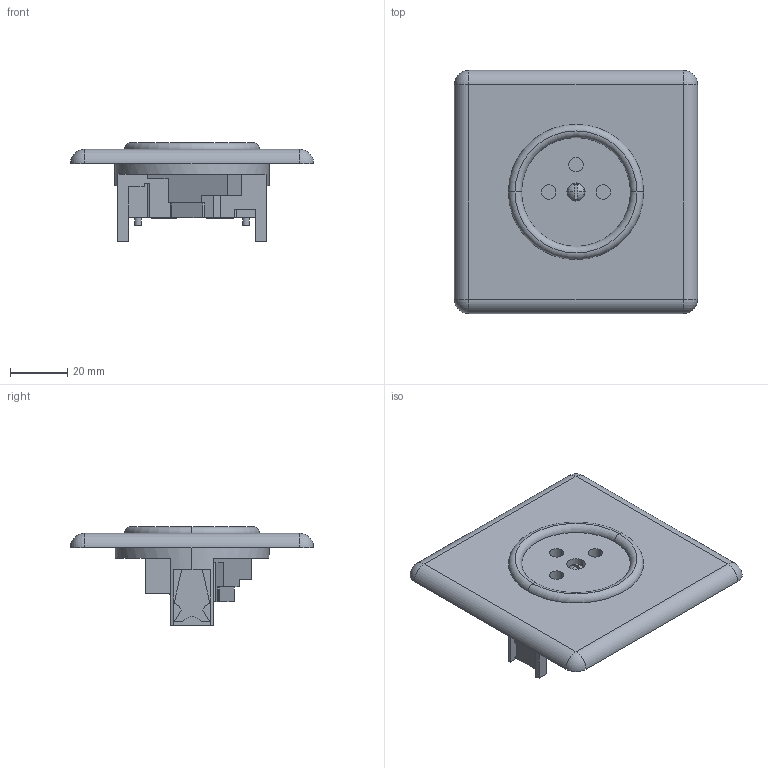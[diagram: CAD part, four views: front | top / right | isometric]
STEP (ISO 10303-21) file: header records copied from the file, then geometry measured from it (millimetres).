
FILE_DESCRIPTION (( 'STEP AP203' ), '1' );
FILE_NAME ('88010580.STEP', '2015-05-22T13:30:08', ( '' ), ( '' ), 'SwSTEP 2.0', 'SolidWorks 2015', '' );
FILE_SCHEMA (( 'CONFIG_CONTROL_DESIGN' ));
Length unit declared in the file: millimetre
Products named in the file (1): 88010580
Bounding box: 84.9 x 84.9 x 34.41 mm (x, y, z)
Volume: 40920.3 mm3; surface area: 36368.1 mm2
Topology: 2 solids, 2 shells, 478 faces, 1306 edges, 857 vertices
Faces by surface type: plane 299, cylinder 104, bspline 57, sphere 10, torus 8
Entity records: 17887 total; most frequent: CARTESIAN_POINT 5833, ORIENTED_EDGE 2596, DIRECTION 2290, EDGE_CURVE 1298, LINE 914, VECTOR 914, VERTEX_POINT 857, AXIS2_PLACEMENT_3D 688
